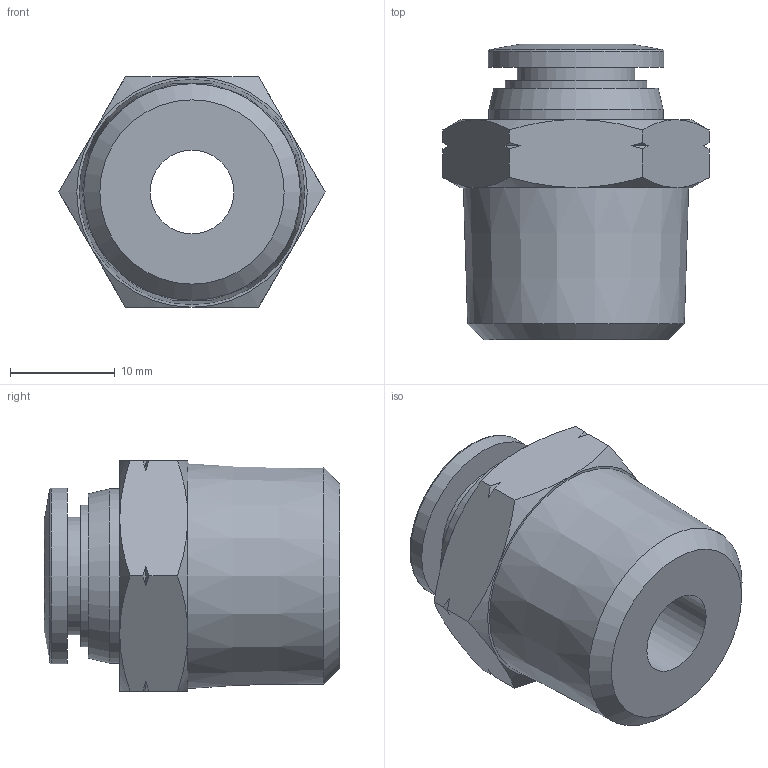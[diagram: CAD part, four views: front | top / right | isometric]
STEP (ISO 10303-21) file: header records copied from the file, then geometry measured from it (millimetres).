
FILE_DESCRIPTION((''),'2;1');
FILE_NAME('CDC Products 3D Ass''PC3-8--N04.stp','2010-05-03T13:33:31',('Microsoft'),(''),'Autodesk Inventor 2008','Autodesk Inventor 2008','');
FILE_SCHEMA(('AUTOMOTIVE_DESIGN { 1 0 10303 214 1 1 1 1 }'));
Length unit declared in the file: millimetre
Products named in the file (1): PC3-8--N04
Bounding box: 25.4 x 28.2 x 22 mm (x, y, z)
Volume: 7069.7 mm3; surface area: 3421.6 mm2
Topology: 1 solids, 1 shells, 50 faces, 110 edges, 67 vertices
Faces by surface type: cone 29, plane 13, cylinder 6, torus 2
Full cylindrical faces by diameter (mm): 8 x1, 9.8 x1, 11.2 x1, 13.5 x1, 16.65 x1, 16.8 x1
Entity records: 1276 total; most frequent: CARTESIAN_POINT 311, ORIENTED_EDGE 194, DIRECTION 188, EDGE_CURVE 97, AXIS2_PLACEMENT_3D 88, EDGE_LOOP 70, VERTEX_POINT 67, FACE_OUTER_BOUND 50
